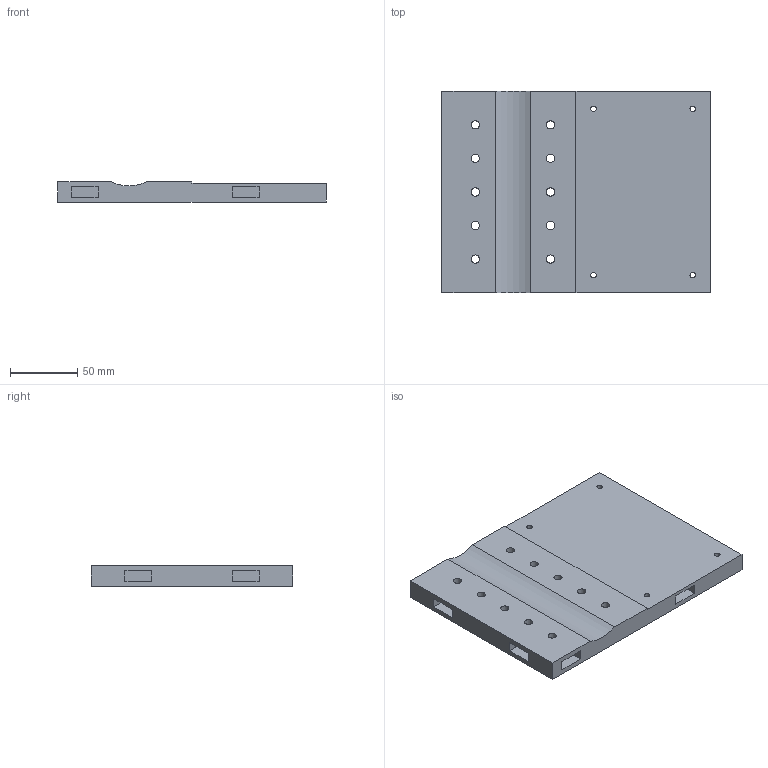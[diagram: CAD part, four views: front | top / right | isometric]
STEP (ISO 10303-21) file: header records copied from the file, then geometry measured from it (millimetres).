
FILE_DESCRIPTION(/* description */ (''),/* implementation_level */ '2;1');
FILE_NAME(/* name */ 'base_01 v8.step',/* time_stamp */ '2024-07-11T15:26:02-10:00',/* author */ (''),/* organization */ (''),/* preprocessor_version */ 'ST-DEVELOPER v20',/* originating_system */ 'Autodesk Translation Framework v13.14.0.145',/* authorisation */ '');
FILE_SCHEMA (('AUTOMOTIVE_DESIGN { 1 0 10303 214 3 1 1 }'));
Length unit declared in the file: millimetre
Products named in the file (1): base_01
Bounding box: 200 x 150 x 15 mm (x, y, z)
Volume: 401961.8 mm3; surface area: 80284.7 mm2
Topology: 1 solids, 1 shells, 262 faces, 638 edges, 404 vertices
Faces by surface type: plane 239, cylinder 19, cone 4
Full cylindrical faces by diameter (mm): 4.1 x4, 6.1 x10, 7.45 x4
Entity records: 7561 total; most frequent: CARTESIAN_POINT 1305, ORIENTED_EDGE 1276, DIRECTION 1206, EDGE_CURVE 638, LINE 596, VECTOR 596, VERTEX_POINT 404, EDGE_LOOP 316
